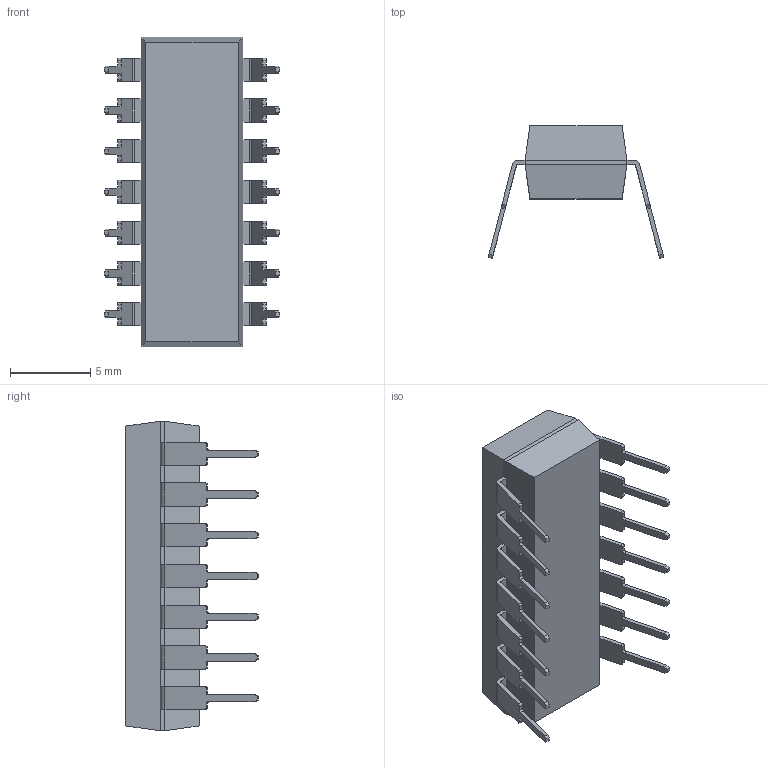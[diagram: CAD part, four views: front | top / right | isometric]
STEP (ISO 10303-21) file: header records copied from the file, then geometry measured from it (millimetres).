
FILE_DESCRIPTION (( 'STEP AP214' ), '1' );
FILE_NAME ('74HCT02N.STEP', '2020-11-05T13:27:44', ( '' ), ( '' ), 'SwSTEP 2.0', 'SolidWorks 2017', '' );
FILE_SCHEMA (( 'AUTOMOTIVE_DESIGN' ));
Length unit declared in the file: inch
Products named in the file (1): 74HCT02N
Bounding box: 10.92 x 8.26 x 19.3 mm (x, y, z)
Volume: 548.6 mm3; surface area: 686.6 mm2
Topology: 15 solids, 15 shells, 298 faces, 796 edges, 528 vertices
Faces by surface type: plane 213, cylinder 85
Entity records: 9453 total; most frequent: CARTESIAN_POINT 1623, ORIENTED_EDGE 1592, DIRECTION 1564, EDGE_CURVE 796, LINE 626, VECTOR 626, VERTEX_POINT 528, AXIS2_PLACEMENT_3D 469
